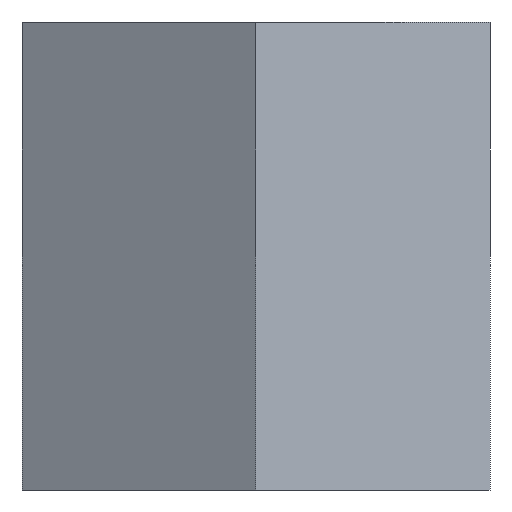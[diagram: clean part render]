
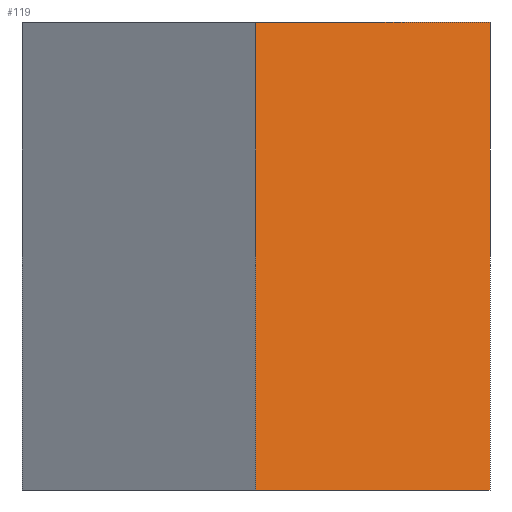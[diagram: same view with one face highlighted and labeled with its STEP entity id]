
A CAD part, front view. The second image highlights one B-rep face of the part: STEP entity #119.
In plain terms, the highlighted planar face has unit normal (0.5, -0.866, 0).
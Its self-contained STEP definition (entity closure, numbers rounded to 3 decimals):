
#119=ADVANCED_FACE('',(#4965),#4967,.T.);
#4965=FACE_BOUND('',#4966,.T.);
#4966=EDGE_LOOP('',(#6113,#6114,#6115,#6116));
#4967=PLANE('',#4968);
#4968=AXIS2_PLACEMENT_3D('',#4969,#4970,#4971);
#4969=CARTESIAN_POINT('',(0.,-4.619,0.));
#4970=DIRECTION('',(0.5,-0.866,0.));
#4971=DIRECTION('',(0.866,0.5,0.));
#6113=ORIENTED_EDGE('',*,*,#6210,.T.);
#6114=ORIENTED_EDGE('',*,*,#6211,.T.);
#6115=ORIENTED_EDGE('',*,*,#6199,.F.);
#6116=ORIENTED_EDGE('',*,*,#6212,.F.);
#6199=EDGE_CURVE('',#6280,#6281,#6282,.T.);
#6210=EDGE_CURVE('',#6293,#6301,#6303,.T.);
#6211=EDGE_CURVE('',#6301,#6281,#6304,.T.);
#6212=EDGE_CURVE('',#6293,#6280,#6305,.T.);
#6280=VERTEX_POINT('',#8308);
#6281=VERTEX_POINT('',#8309);
#6282=LINE('',#8310,#8311);
#6293=VERTEX_POINT('',#8333);
#6301=VERTEX_POINT('',#8349);
#6303=LINE('',#8353,#8354);
#6304=LINE('',#8356,#8357);
#6305=LINE('',#8359,#8360);
#8308=CARTESIAN_POINT('',(0.,-4.619,8.));
#8309=CARTESIAN_POINT('',(4.,-2.309,8.));
#8310=CARTESIAN_POINT('',(0.,-4.619,8.));
#8311=VECTOR('',#8312,1.);
#8312=DIRECTION('',(0.866,0.5,0.));
#8333=CARTESIAN_POINT('',(0.,-4.619,0.));
#8349=CARTESIAN_POINT('',(4.,-2.309,0.));
#8353=CARTESIAN_POINT('',(0.,-4.619,0.));
#8354=VECTOR('',#8355,1.);
#8355=DIRECTION('',(0.866,0.5,0.));
#8356=CARTESIAN_POINT('',(4.,-2.309,0.));
#8357=VECTOR('',#8358,1.);
#8358=DIRECTION('',(0.,0.,1.));
#8359=CARTESIAN_POINT('',(0.,-4.619,0.));
#8360=VECTOR('',#8361,1.);
#8361=DIRECTION('',(0.,0.,1.));
